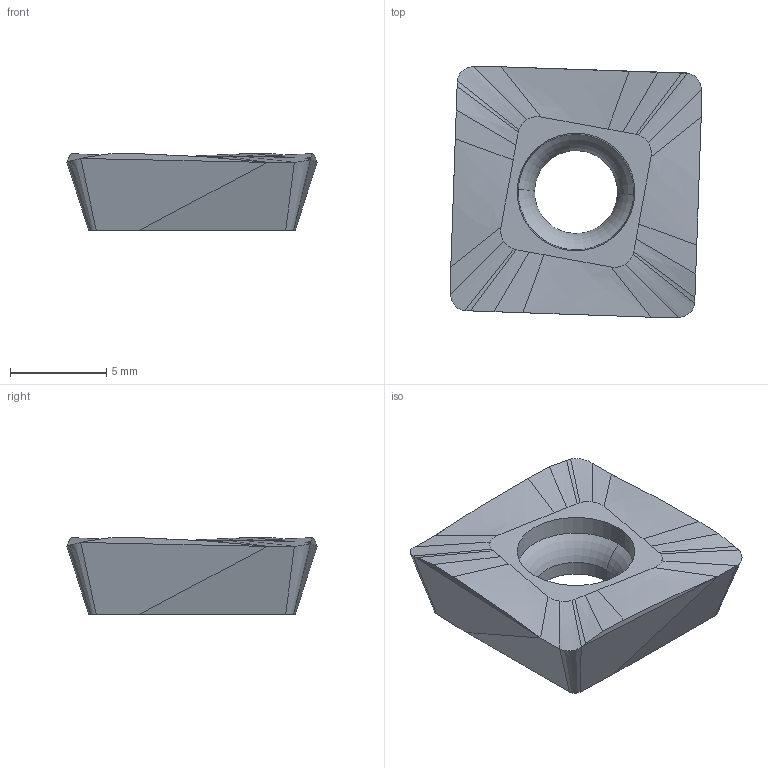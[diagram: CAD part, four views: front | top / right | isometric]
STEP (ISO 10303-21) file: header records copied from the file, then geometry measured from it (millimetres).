
FILE_DESCRIPTION(/* description */ (''),/* implementation_level */ '2;1');
FILE_NAME(/* name */ 'SOMT12T308PEER-JM.stp',/* time_stamp */ '2021-09-07T08:28:37+09:00',/* author */ (''),/* organization */ (''),/* preprocessor_version */ 'ST-DEVELOPER v16',/* originating_system */ 'SIEMENS PLM Software NX 10.0',/* authorisation */ '');
FILE_SCHEMA (('AUTOMOTIVE_DESIGN { 1 0 10303 214 3 1 1 1 }'));
Length unit declared in the file: millimetre
Products named in the file (1): SOMT12T308PEER-JM
Bounding box: 12.98 x 12.98 x 3.97 mm (x, y, z)
Volume: 424.7 mm3; surface area: 476.5 mm2
Topology: 1 solids, 1 shells, 51 faces, 152 edges, 130 vertices
Faces by surface type: bspline 28, plane 15, cone 4, cylinder 2, torus 2
Entity records: 2704 total; most frequent: CARTESIAN_POINT 1452, ORIENTED_EDGE 256, DIRECTION 155, EDGE_CURVE 128, VERTEX_POINT 80, LINE 73, VECTOR 73, B_SPLINE_CURVE_WITH_KNOTS 65
